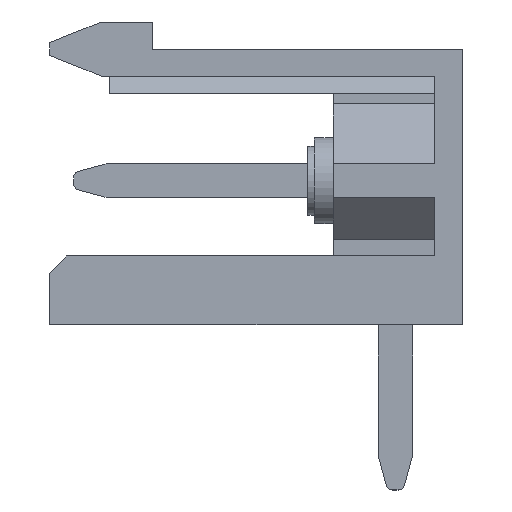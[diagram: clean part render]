
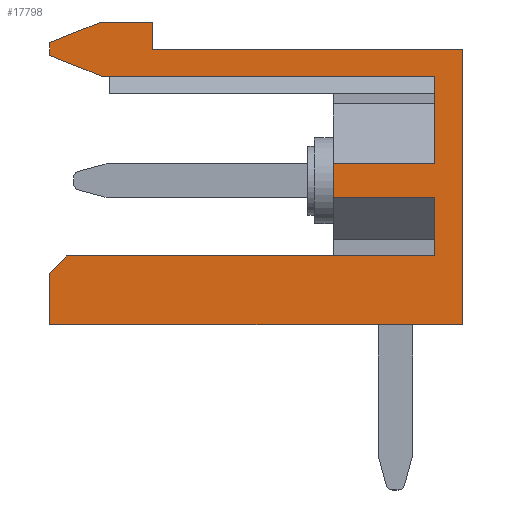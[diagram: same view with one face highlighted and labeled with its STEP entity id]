
A CAD part, left-side view. The second image highlights one B-rep face of the part: STEP entity #17798.
In plain terms, the highlighted planar face has unit normal (-1, 0, 0).
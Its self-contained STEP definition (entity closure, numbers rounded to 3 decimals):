
#55 = ORIENTED_EDGE ( 'NONE', *, *, #17888, .F. ) ;
#124 = CARTESIAN_POINT ( 'NONE',  ( 0., 9.01, 0.8 ) ) ;
#434 = EDGE_CURVE ( 'NONE', #18073, #5993, #2473, .T. ) ;
#497 = CARTESIAN_POINT ( 'NONE',  ( 0., 0.8, -0.77 ) ) ;
#603 = CARTESIAN_POINT ( 'NONE',  ( 0., 3.75, -3.31 ) ) ;
#612 = VECTOR ( 'NONE', #17165, 1000. ) ;
#681 = DIRECTION ( 'NONE',  ( 0., 0., -1. ) ) ;
#717 = CARTESIAN_POINT ( 'NONE',  ( 0., 12., -0.17 ) ) ;
#978 = EDGE_CURVE ( 'NONE', #5172, #2156, #12510, .T. ) ;
#1127 = VERTEX_POINT ( 'NONE', #1380 ) ;
#1380 = CARTESIAN_POINT ( 'NONE',  ( 0., 10.5, 0.8 ) ) ;
#1429 = VECTOR ( 'NONE', #3598, 1000. ) ;
#1601 = VERTEX_POINT ( 'NONE', #11498 ) ;
#1624 = ORIENTED_EDGE ( 'NONE', *, *, #17812, .F. ) ;
#1767 = CARTESIAN_POINT ( 'NONE',  ( 0., 12., -0.17 ) ) ;
#1880 = LINE ( 'NONE', #4810, #17312 ) ;
#2156 = VERTEX_POINT ( 'NONE', #17697 ) ;
#2171 = VERTEX_POINT ( 'NONE', #14420 ) ;
#2251 = DIRECTION ( 'NONE',  ( 0., 0., 1. ) ) ;
#2473 = LINE ( 'NONE', #10705, #6426 ) ;
#2586 = VECTOR ( 'NONE', #13516, 1000. ) ;
#2660 = ORIENTED_EDGE ( 'NONE', *, *, #17736, .F. ) ;
#2760 = EDGE_CURVE ( 'NONE', #14306, #2171, #1880, .T. ) ;
#2941 = VERTEX_POINT ( 'NONE', #9797 ) ;
#2986 = CARTESIAN_POINT ( 'NONE',  ( 0., 9.01, 0.8 ) ) ;
#2991 = LINE ( 'NONE', #13412, #14438 ) ;
#3054 = EDGE_CURVE ( 'NONE', #2171, #3213, #8203, .T. ) ;
#3213 = VERTEX_POINT ( 'NONE', #14276 ) ;
#3598 = DIRECTION ( 'NONE',  ( 0., -1., 0. ) ) ;
#4070 = VERTEX_POINT ( 'NONE', #4106 ) ;
#4106 = CARTESIAN_POINT ( 'NONE',  ( 0., 12., 0.2 ) ) ;
#4153 = ORIENTED_EDGE ( 'NONE', *, *, #3054, .F. ) ;
#4658 = AXIS2_PLACEMENT_3D ( 'NONE', #18625, #9680, #681 ) ;
#4810 = CARTESIAN_POINT ( 'NONE',  ( 0., 0.8, -6. ) ) ;
#4904 = VECTOR ( 'NONE', #11668, 1000. ) ;
#5141 = PLANE ( 'NONE',  #4658 ) ;
#5172 = VERTEX_POINT ( 'NONE', #603 ) ;
#5309 = CARTESIAN_POINT ( 'NONE',  ( 0., 3.75, -3.31 ) ) ;
#5354 = VERTEX_POINT ( 'NONE', #14449 ) ;
#5427 = LINE ( 'NONE', #11059, #1429 ) ;
#5443 = DIRECTION ( 'NONE',  ( 0., 0., -1. ) ) ;
#5489 = ORIENTED_EDGE ( 'NONE', *, *, #13274, .F. ) ;
#5548 = FACE_OUTER_BOUND ( 'NONE', #13320, .T. ) ;
#5572 = EDGE_CURVE ( 'NONE', #17623, #16735, #7889, .T. ) ;
#5756 = ORIENTED_EDGE ( 'NONE', *, *, #9164, .F. ) ;
#5788 = VECTOR ( 'NONE', #14681, 1000. ) ;
#5940 = VECTOR ( 'NONE', #5443, 1000. ) ;
#5993 = VERTEX_POINT ( 'NONE', #11446 ) ;
#6302 = DIRECTION ( 'NONE',  ( 0., -1., 0. ) ) ;
#6426 = VECTOR ( 'NONE', #10644, 1000. ) ;
#6551 = LINE ( 'NONE', #11909, #2586 ) ;
#6798 = EDGE_CURVE ( 'NONE', #2941, #5354, #9900, .T. ) ;
#7429 = CARTESIAN_POINT ( 'NONE',  ( 0., 0., -8. ) ) ;
#7519 = ORIENTED_EDGE ( 'NONE', *, *, #10279, .F. ) ;
#7646 = VECTOR ( 'NONE', #18814, 1000. ) ;
#7713 = CARTESIAN_POINT ( 'NONE',  ( 0., 0., 0. ) ) ;
#7873 = EDGE_CURVE ( 'NONE', #5172, #12638, #6551, .T. ) ;
#7889 = LINE ( 'NONE', #124, #11866 ) ;
#7950 = DIRECTION ( 'NONE',  ( 0., 0., -1. ) ) ;
#8119 = ORIENTED_EDGE ( 'NONE', *, *, #978, .T. ) ;
#8203 = LINE ( 'NONE', #497, #11707 ) ;
#8236 = CARTESIAN_POINT ( 'NONE',  ( 0., 10.5, 0.8 ) ) ;
#8244 = CARTESIAN_POINT ( 'NONE',  ( 0., 10.5, 0.8 ) ) ;
#8282 = ORIENTED_EDGE ( 'NONE', *, *, #2760, .F. ) ;
#8625 = LINE ( 'NONE', #8244, #16074 ) ;
#8705 = ORIENTED_EDGE ( 'NONE', *, *, #14093, .F. ) ;
#9058 = EDGE_CURVE ( 'NONE', #14306, #19361, #2991, .T. ) ;
#9164 = EDGE_CURVE ( 'NONE', #1127, #17623, #8625, .T. ) ;
#9246 = CARTESIAN_POINT ( 'NONE',  ( 0., 11.5, -6. ) ) ;
#9374 = LINE ( 'NONE', #10185, #4904 ) ;
#9680 = DIRECTION ( 'NONE',  ( 1., 0., 0. ) ) ;
#9762 = DIRECTION ( 'NONE',  ( 0., -1., 0. ) ) ;
#9797 = CARTESIAN_POINT ( 'NONE',  ( 0., 10.5, -0.77 ) ) ;
#9869 = CARTESIAN_POINT ( 'NONE',  ( 0., 0.8, -3.31 ) ) ;
#9900 = LINE ( 'NONE', #1767, #13837 ) ;
#10011 = LINE ( 'NONE', #8236, #612 ) ;
#10185 = CARTESIAN_POINT ( 'NONE',  ( 0., 0.8, -0.77 ) ) ;
#10279 = EDGE_CURVE ( 'NONE', #5354, #4070, #15595, .T. ) ;
#10294 = LINE ( 'NONE', #15376, #15167 ) ;
#10476 = ORIENTED_EDGE ( 'NONE', *, *, #9058, .T. ) ;
#10483 = LINE ( 'NONE', #13700, #13956 ) ;
#10485 = ORIENTED_EDGE ( 'NONE', *, *, #434, .F. ) ;
#10628 = DIRECTION ( 'NONE',  ( 0., 0., -1. ) ) ;
#10644 = DIRECTION ( 'NONE',  ( 0., 1., 0. ) ) ;
#10705 = CARTESIAN_POINT ( 'NONE',  ( 0., 0., -8. ) ) ;
#10730 = DIRECTION ( 'NONE',  ( 0., 0., 1. ) ) ;
#10805 = ORIENTED_EDGE ( 'NONE', *, *, #6798, .F. ) ;
#10923 = VERTEX_POINT ( 'NONE', #7713 ) ;
#11059 = CARTESIAN_POINT ( 'NONE',  ( 0., 9.01, 0. ) ) ;
#11446 = CARTESIAN_POINT ( 'NONE',  ( 0., 12., -8. ) ) ;
#11498 = CARTESIAN_POINT ( 'NONE',  ( 0., 0.8, -0.77 ) ) ;
#11668 = DIRECTION ( 'NONE',  ( 0., 0., 1. ) ) ;
#11707 = VECTOR ( 'NONE', #16915, 1000. ) ;
#11866 = VECTOR ( 'NONE', #10628, 1000. ) ;
#11909 = CARTESIAN_POINT ( 'NONE',  ( 0., 3.75, -3.31 ) ) ;
#12510 = LINE ( 'NONE', #5309, #5940 ) ;
#12638 = VERTEX_POINT ( 'NONE', #9869 ) ;
#13274 = EDGE_CURVE ( 'NONE', #16735, #10923, #5427, .T. ) ;
#13320 = EDGE_LOOP ( 'NONE', ( #8282, #10476, #2660, #10485, #15938, #5489, #15252, #5756, #1624, #7519, #10805, #55, #8705, #16898, #8119, #16482, #4153 ) ) ;
#13412 = CARTESIAN_POINT ( 'NONE',  ( 0., 11.5, -6. ) ) ;
#13516 = DIRECTION ( 'NONE',  ( 0., -1., 0. ) ) ;
#13700 = CARTESIAN_POINT ( 'NONE',  ( 0., 12., -8. ) ) ;
#13721 = DIRECTION ( 'NONE',  ( 0., 0.928, 0.371 ) ) ;
#13837 = VECTOR ( 'NONE', #13721, 1000. ) ;
#13956 = VECTOR ( 'NONE', #10730, 1000. ) ;
#14093 = EDGE_CURVE ( 'NONE', #12638, #1601, #9374, .T. ) ;
#14276 = CARTESIAN_POINT ( 'NONE',  ( 0., 0.8, -4.31 ) ) ;
#14306 = VERTEX_POINT ( 'NONE', #9246 ) ;
#14420 = CARTESIAN_POINT ( 'NONE',  ( 0., 0.8, -6. ) ) ;
#14438 = VECTOR ( 'NONE', #14909, 1000. ) ;
#14449 = CARTESIAN_POINT ( 'NONE',  ( 0., 12., -0.17 ) ) ;
#14681 = DIRECTION ( 'NONE',  ( 0., -1., 0. ) ) ;
#14900 = EDGE_CURVE ( 'NONE', #10923, #18073, #10294, .T. ) ;
#14909 = DIRECTION ( 'NONE',  ( 0., 0.707, -0.707 ) ) ;
#15124 = VECTOR ( 'NONE', #2251, 1000. ) ;
#15167 = VECTOR ( 'NONE', #7950, 1000. ) ;
#15207 = CARTESIAN_POINT ( 'NONE',  ( 0., 12., -6.5 ) ) ;
#15252 = ORIENTED_EDGE ( 'NONE', *, *, #5572, .F. ) ;
#15376 = CARTESIAN_POINT ( 'NONE',  ( 0., 0., 0. ) ) ;
#15595 = LINE ( 'NONE', #717, #15124 ) ;
#15785 = CARTESIAN_POINT ( 'NONE',  ( 0., 10.5, -0.77 ) ) ;
#15938 = ORIENTED_EDGE ( 'NONE', *, *, #14900, .F. ) ;
#16054 = LINE ( 'NONE', #15785, #7646 ) ;
#16074 = VECTOR ( 'NONE', #9762, 1000. ) ;
#16188 = CARTESIAN_POINT ( 'NONE',  ( 0., 3.75, -4.31 ) ) ;
#16482 = ORIENTED_EDGE ( 'NONE', *, *, #17536, .T. ) ;
#16735 = VERTEX_POINT ( 'NONE', #18658 ) ;
#16898 = ORIENTED_EDGE ( 'NONE', *, *, #7873, .F. ) ;
#16915 = DIRECTION ( 'NONE',  ( 0., 0., 1. ) ) ;
#17165 = DIRECTION ( 'NONE',  ( 0., -0.928, 0.371 ) ) ;
#17312 = VECTOR ( 'NONE', #6302, 1000. ) ;
#17536 = EDGE_CURVE ( 'NONE', #2156, #3213, #17713, .T. ) ;
#17623 = VERTEX_POINT ( 'NONE', #2986 ) ;
#17697 = CARTESIAN_POINT ( 'NONE',  ( 0., 3.75, -4.31 ) ) ;
#17713 = LINE ( 'NONE', #16188, #5788 ) ;
#17736 = EDGE_CURVE ( 'NONE', #5993, #19361, #10483, .T. ) ;
#17798 = ADVANCED_FACE ( 'NONE', ( #5548 ), #5141, .F. ) ;
#17812 = EDGE_CURVE ( 'NONE', #4070, #1127, #10011, .T. ) ;
#17888 = EDGE_CURVE ( 'NONE', #1601, #2941, #16054, .T. ) ;
#18073 = VERTEX_POINT ( 'NONE', #7429 ) ;
#18625 = CARTESIAN_POINT ( 'NONE',  ( 0., 0., 0. ) ) ;
#18658 = CARTESIAN_POINT ( 'NONE',  ( 0., 9.01, 0. ) ) ;
#18814 = DIRECTION ( 'NONE',  ( 0., 1., 0. ) ) ;
#19361 = VERTEX_POINT ( 'NONE', #15207 ) ;
